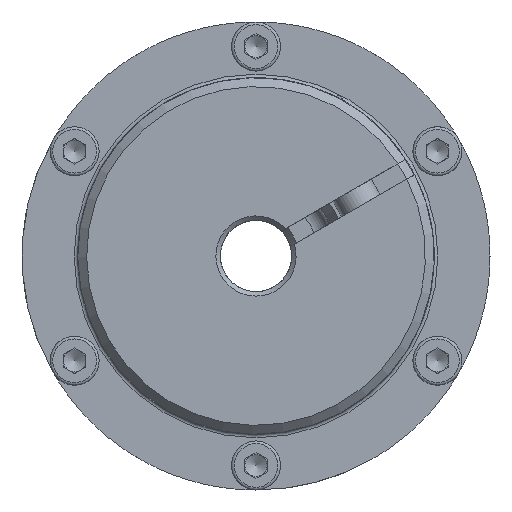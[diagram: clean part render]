
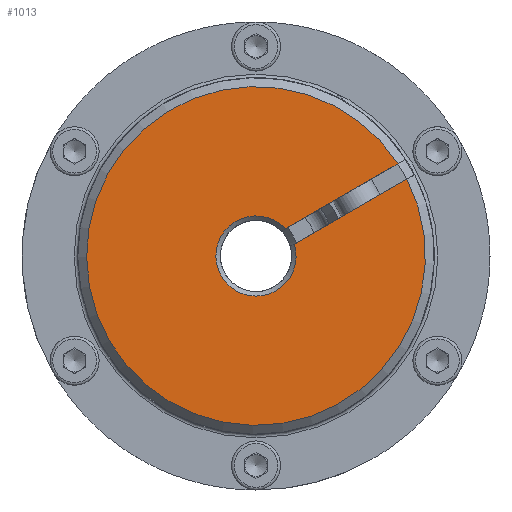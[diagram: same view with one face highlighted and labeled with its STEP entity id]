
A CAD part, left-side view. The second image highlights one B-rep face of the part: STEP entity #1013.
In plain terms, the highlighted planar face has unit normal (-1, 0, 0).
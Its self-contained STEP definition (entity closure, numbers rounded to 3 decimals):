
#1013 = ADVANCED_FACE( '', ( #2397 ), #2398, .F. );
#2397 = FACE_OUTER_BOUND( '', #4199, .T. );
#2398 = PLANE( '', #4200 );
#4199 = EDGE_LOOP( '', ( #7265, #7266, #7267, #7268 ) );
#4200 = AXIS2_PLACEMENT_3D( '', #7269, #7270, #7271 );
#7265 = ORIENTED_EDGE( '', *, *, #10859, .F. );
#7266 = ORIENTED_EDGE( '', *, *, #9870, .T. );
#7267 = ORIENTED_EDGE( '', *, *, #10194, .F. );
#7268 = ORIENTED_EDGE( '', *, *, #10134, .T. );
#7269 = CARTESIAN_POINT( '', ( -34.75, -9.5, -16.454 ) );
#7270 = DIRECTION( '', ( 1., 0., 0. ) );
#7271 = DIRECTION( '', ( 0., 0., 1. ) );
#9870 = EDGE_CURVE( '', #11679, #11676, #11680, .T. );
#10134 = EDGE_CURVE( '', #12143, #12140, #12144, .T. );
#10194 = EDGE_CURVE( '', #12143, #11676, #12244, .T. );
#10859 = EDGE_CURVE( '', #11679, #12140, #13286, .T. );
#11676 = VERTEX_POINT( '', #14291 );
#11679 = VERTEX_POINT( '', #14294 );
#11680 = CIRCLE( '', #14295, 4.5 );
#12140 = VERTEX_POINT( '', #15271 );
#12143 = VERTEX_POINT( '', #15274 );
#12144 = CIRCLE( '', #15275, 19. );
#12244 = LINE( '', #15463, #15464 );
#13286 = LINE( '', #17458, #17459 );
#14291 = CARTESIAN_POINT( '', ( -34.75, -3.3, 3.06 ) );
#14294 = CARTESIAN_POINT( '', ( -34.75, -4.3, 1.328 ) );
#14295 = AXIS2_PLACEMENT_3D( '', #19338, #19339, #19340 );
#15271 = CARTESIAN_POINT( '', ( -34.75, -16.932, 8.621 ) );
#15274 = CARTESIAN_POINT( '', ( -34.75, -15.932, 10.353 ) );
#15275 = AXIS2_PLACEMENT_3D( '', #19752, #19753, #19754 );
#15463 = CARTESIAN_POINT( '', ( -34.75, 0.5, 0.866 ) );
#15464 = VECTOR( '', #19825, 1000. );
#17458 = CARTESIAN_POINT( '', ( -34.75, -0.5, -0.866 ) );
#17459 = VECTOR( '', #20752, 1000. );
#19338 = CARTESIAN_POINT( '', ( -34.75, 0., 0. ) );
#19339 = DIRECTION( '', ( 1., 0., 0. ) );
#19340 = DIRECTION( '', ( 0., 0., -1. ) );
#19752 = CARTESIAN_POINT( '', ( -34.75, 0., 0. ) );
#19753 = DIRECTION( '', ( -1., 0., 0. ) );
#19754 = DIRECTION( '', ( 0., -0.5, -0.866 ) );
#19825 = DIRECTION( '', ( 0., 0.866, -0.5 ) );
#20752 = DIRECTION( '', ( 0., -0.866, 0.5 ) );
